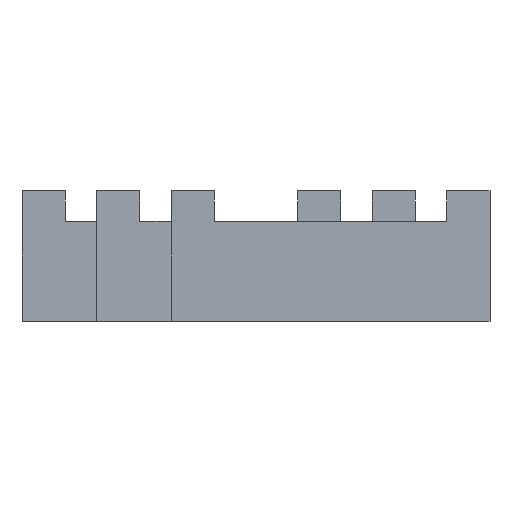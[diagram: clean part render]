
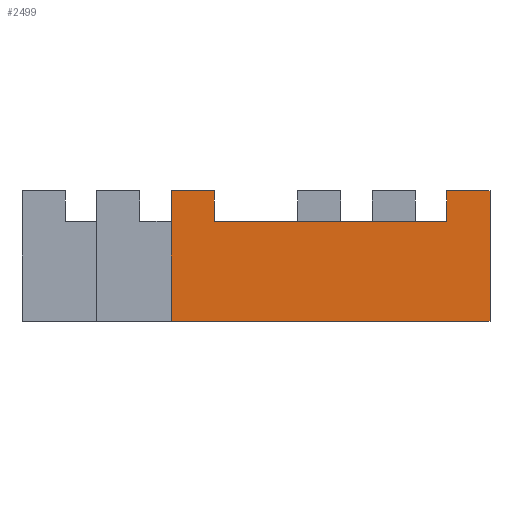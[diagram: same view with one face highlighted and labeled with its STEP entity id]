
A CAD part, front view. The second image highlights one B-rep face of the part: STEP entity #2499.
In plain terms, the highlighted planar face has unit normal (0, -1, 0).
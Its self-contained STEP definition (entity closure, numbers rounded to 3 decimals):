
#526=CARTESIAN_POINT('',(968.5,-145.,525.0));
#527=VERTEX_POINT('',#526);
#528=CARTESIAN_POINT('',(968.5,-145.,595.0));
#529=VERTEX_POINT('',#528);
#530=CARTESIAN_POINT('',(968.5,-145.,525.0));
#531=DIRECTION('',(0.0,0.0,1.0));
#532=VECTOR('',#531,70.0);
#533=LINE('',#530,#532);
#534=EDGE_CURVE('',#527,#529,#533,.T.);
#567=CARTESIAN_POINT('',(1067.5,-145.,595.0));
#568=VERTEX_POINT('',#567);
#569=CARTESIAN_POINT('',(968.5,-145.,595.0));
#570=DIRECTION('',(1.0,0.0,0.0));
#571=VECTOR('',#570,99.0);
#572=LINE('',#569,#571);
#573=EDGE_CURVE('',#529,#568,#572,.T.);
#1253=CARTESIAN_POINT('',(1067.5,-145.,297.5));
#1254=VERTEX_POINT('',#1253);
#1255=CARTESIAN_POINT('',(1067.5,-145.,297.5));
#1256=DIRECTION('',(0.0,0.0,1.0));
#1257=VECTOR('',#1256,297.5);
#1258=LINE('',#1255,#1257);
#1259=EDGE_CURVE('',#1254,#568,#1258,.T.);
#1319=CARTESIAN_POINT('',(340.0,-145.0,595.0));
#1320=VERTEX_POINT('',#1319);
#1321=CARTESIAN_POINT('',(439.,-145.0,595.0));
#1322=VERTEX_POINT('',#1321);
#1323=CARTESIAN_POINT('',(340.0,-145.0,595.0));
#1324=DIRECTION('',(1.0,0.0,0.0));
#1325=VECTOR('',#1324,99.);
#1326=LINE('',#1323,#1325);
#1327=EDGE_CURVE('',#1320,#1322,#1326,.T.);
#1564=CARTESIAN_POINT('',(439.,-145.0,525.0));
#1565=VERTEX_POINT('',#1564);
#1566=CARTESIAN_POINT('',(439.,-145.0,595.0));
#1567=DIRECTION('',(0.0,0.0,-1.0));
#1568=VECTOR('',#1567,70.0);
#1569=LINE('',#1566,#1568);
#1570=EDGE_CURVE('',#1322,#1565,#1569,.T.);
#1621=CARTESIAN_POINT('',(968.5,-145.0,525.0));
#1622=DIRECTION('',(-1.0,0.0,0.0));
#1623=VECTOR('',#1622,529.5);
#1624=LINE('',#1621,#1623);
#1625=EDGE_CURVE('',#527,#1565,#1624,.T.);
#2038=CARTESIAN_POINT('',(340.0,-145.0,297.5));
#2039=VERTEX_POINT('',#2038);
#2046=CARTESIAN_POINT('',(340.0,-145.0,297.5));
#2047=DIRECTION('',(0.0,0.0,1.0));
#2048=VECTOR('',#2047,297.5);
#2049=LINE('',#2046,#2048);
#2050=EDGE_CURVE('',#2039,#1320,#2049,.T.);
#2479=CARTESIAN_POINT('',(627.5,-145.0,297.5));
#2480=DIRECTION('',(0.0,-1.0,0.0));
#2481=DIRECTION('',(0.0,0.0,-1.0));
#2482=AXIS2_PLACEMENT_3D('',#2479,#2480,#2481);
#2483=PLANE('',#2482);
#2484=ORIENTED_EDGE('',*,*,#1625,.T.);
#2485=ORIENTED_EDGE('',*,*,#1570,.F.);
#2486=ORIENTED_EDGE('',*,*,#1327,.F.);
#2487=ORIENTED_EDGE('',*,*,#2050,.F.);
#2488=CARTESIAN_POINT('',(1067.5,-145.0,297.5));
#2489=DIRECTION('',(-1.0,0.0,0.0));
#2490=VECTOR('',#2489,727.5);
#2491=LINE('',#2488,#2490);
#2492=EDGE_CURVE('',#1254,#2039,#2491,.T.);
#2493=ORIENTED_EDGE('',*,*,#2492,.F.);
#2494=ORIENTED_EDGE('',*,*,#1259,.T.);
#2495=ORIENTED_EDGE('',*,*,#573,.F.);
#2496=ORIENTED_EDGE('',*,*,#534,.F.);
#2497=EDGE_LOOP('',(#2484,#2485,#2486,#2487,#2493,#2494,#2495,#2496));
#2498=FACE_OUTER_BOUND('',#2497,.T.);
#2499=ADVANCED_FACE('',(#2498),#2483,.T.);
